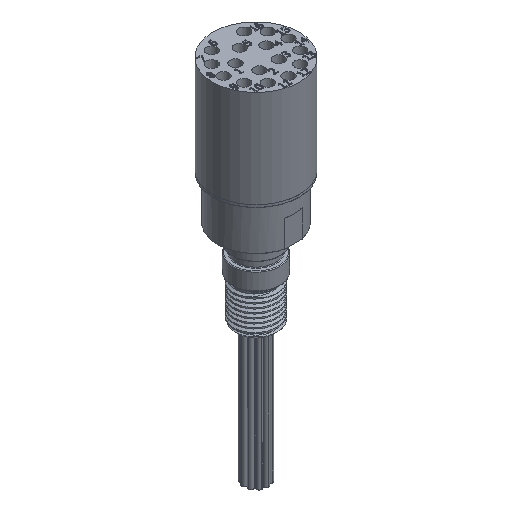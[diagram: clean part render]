
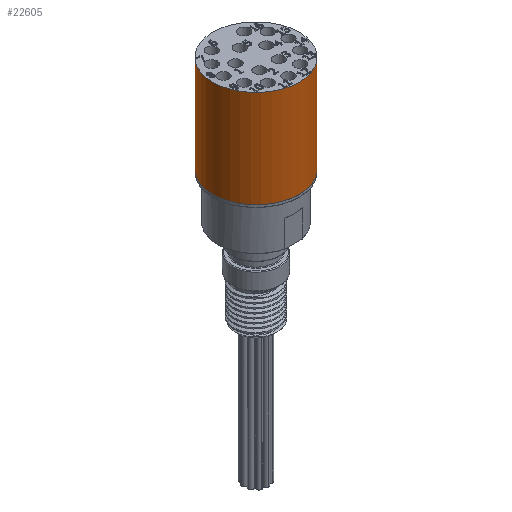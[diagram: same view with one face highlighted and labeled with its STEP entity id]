
A CAD part, isometric view. The second image highlights one B-rep face of the part: STEP entity #22605.
In plain terms, the highlighted cylindrical face has radius 12.7 mm (diameter 25.4 mm), a full revolution.
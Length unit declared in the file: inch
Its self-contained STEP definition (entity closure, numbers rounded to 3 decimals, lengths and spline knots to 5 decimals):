
#936=CYLINDRICAL_SURFACE($,#24220,0.5);
#1308=FACE_BOUND($,#5784,.T.);
#1784=CIRCLE($,#24038,0.5);
#1873=CIRCLE($,#24221,0.5);
#4095=FACE_OUTER_BOUND($,#5783,.T.);
#5783=EDGE_LOOP($,(#17734));
#5784=EDGE_LOOP($,(#17735));
#10751=VERTEX_POINT($,#38923);
#10840=VERTEX_POINT($,#39195);
#13347=EDGE_CURVE($,#10751,#10751,#1784,.T.);
#13436=EDGE_CURVE($,#10840,#10840,#1873,.T.);
#17734=ORIENTED_EDGE($,*,*,#13347,.F.);
#17735=ORIENTED_EDGE($,*,*,#13436,.T.);
#22605=ADVANCED_FACE($,(#4095,#1308),#936,.T.);
#24038=AXIS2_PLACEMENT_3D($,#38924,#27568,#27569);
#24220=AXIS2_PLACEMENT_3D($,#39194,#27932,#27933);
#24221=AXIS2_PLACEMENT_3D($,#39196,#27934,#27935);
#27568=DIRECTION('center_axis',(0.,0.,1.));
#27569=DIRECTION('ref_axis',(1.,0.,0.));
#27932=DIRECTION('center_axis',(0.,0.,-1.));
#27933=DIRECTION('ref_axis',(-1.,0.,0.));
#27934=DIRECTION('center_axis',(0.,0.,1.));
#27935=DIRECTION('ref_axis',(1.,0.,0.));
#38923=CARTESIAN_POINT('',(0.5,0.,1.));
#38924=CARTESIAN_POINT('Origin',(0.,0.,1.));
#39194=CARTESIAN_POINT('Origin',(0.,0.,1.));
#39195=CARTESIAN_POINT('',(-0.5,0.,-0.125));
#39196=CARTESIAN_POINT('Origin',(0.,0.,-0.125));
